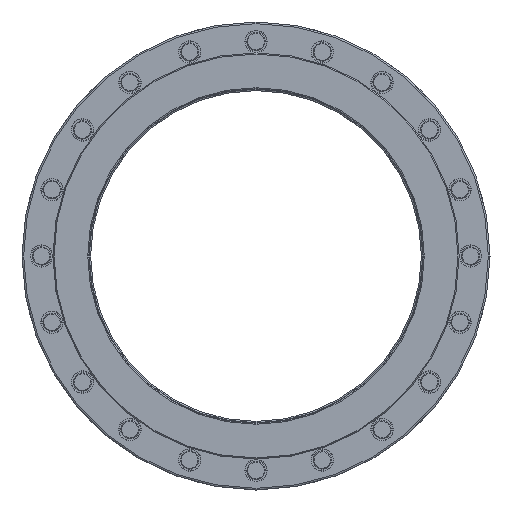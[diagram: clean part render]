
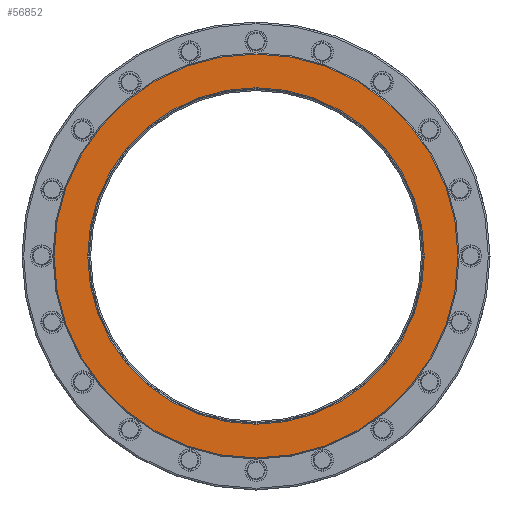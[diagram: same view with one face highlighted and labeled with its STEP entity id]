
A CAD part, left-side view. The second image highlights one B-rep face of the part: STEP entity #56852.
In plain terms, the highlighted planar face has unit normal (-1, 0, 0).
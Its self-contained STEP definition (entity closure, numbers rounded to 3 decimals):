
#9393=CARTESIAN_POINT('',(0.,0.,0.));
#9394=DIRECTION('',(-1.,0.,0.));
#9395=DIRECTION('',(0.,1.,0.));
#9396=AXIS2_PLACEMENT_3D('',#9393,#9394,#9395);
#9398=CARTESIAN_POINT('',(0.,0.,0.));
#9399=DIRECTION('',(1.,0.,0.));
#9400=DIRECTION('',(0.,1.,0.));
#9401=AXIS2_PLACEMENT_3D('',#9398,#9399,#9400);
#9403=CARTESIAN_POINT('',(0.,0.,0.));
#9404=DIRECTION('',(-1.,0.,0.));
#9405=DIRECTION('',(0.,-1.,0.));
#9406=AXIS2_PLACEMENT_3D('',#9403,#9404,#9405);
#9408=CARTESIAN_POINT('',(0.,0.,0.));
#9409=DIRECTION('',(-1.,0.,0.));
#9410=DIRECTION('',(0.,1.,0.));
#9411=AXIS2_PLACEMENT_3D('',#9408,#9409,#9410);
#44147=CARTESIAN_POINT('',(0.,362.5,0.));
#44149=VERTEX_POINT('',#44147);
#44151=CARTESIAN_POINT('',(0.,-362.5,0.));
#44153=VERTEX_POINT('',#44151);
#44198=CARTESIAN_POINT('',(0.,-302.,0.));
#44199=CARTESIAN_POINT('',(0.,302.,0.));
#44200=VERTEX_POINT('',#44198);
#44201=VERTEX_POINT('',#44199);
#56837=CARTESIAN_POINT('',(0.,0.,0.));
#56838=DIRECTION('',(1.,0.,0.));
#56839=DIRECTION('',(0.,-1.,0.));
#56840=AXIS2_PLACEMENT_3D('',#56837,#56838,#56839);
#56841=PLANE('',#56840);
#56842=ORIENTED_EDGE('',*,*,#56830,.F.);
#56843=ORIENTED_EDGE('',*,*,#56819,.T.);
#56844=EDGE_LOOP('',(#56842,#56843));
#56845=FACE_OUTER_BOUND('',#56844,.F.);
#56847=ORIENTED_EDGE('',*,*,#56846,.T.);
#56849=ORIENTED_EDGE('',*,*,#56848,.T.);
#56850=EDGE_LOOP('',(#56847,#56849));
#56851=FACE_BOUND('',#56850,.F.);
#56852=ADVANCED_FACE('',(#56845,#56851),#56841,.F.);
#9397=CIRCLE('',#9396,362.5);
#9402=CIRCLE('',#9401,362.5);
#9407=CIRCLE('',#9406,302.);
#9412=CIRCLE('',#9411,302.);
#56819=EDGE_CURVE('',#44149,#44153,#9402,.T.);
#56830=EDGE_CURVE('',#44149,#44153,#9397,.T.);
#56846=EDGE_CURVE('',#44200,#44201,#9407,.T.);
#56848=EDGE_CURVE('',#44201,#44200,#9412,.T.);
